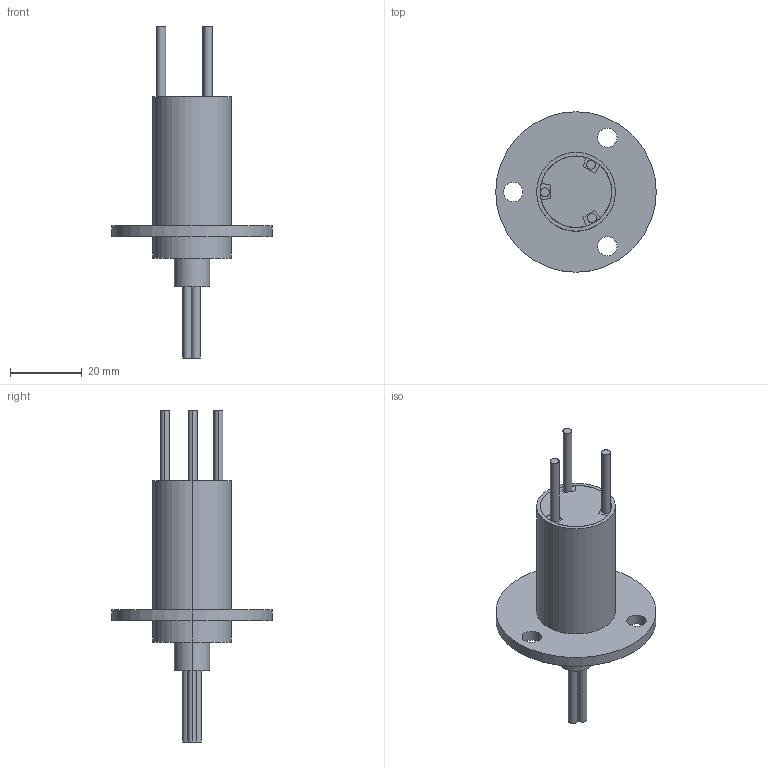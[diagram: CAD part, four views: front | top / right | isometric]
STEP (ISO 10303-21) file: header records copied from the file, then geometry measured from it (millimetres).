
FILE_DESCRIPTION (( 'STEP AP203' ), '1' );
FILE_NAME ('RW1215.STEP', '2020-07-20T01:48:57', ( 'gongcheng1' ), ( '' ), 'SwSTEP 2.0', 'SolidWorks 2014', '' );
FILE_SCHEMA (( 'CONFIG_CONTROL_DESIGN' ));
Length unit declared in the file: millimetre
Products named in the file (1): RW1215
Bounding box: 44.8 x 44.8 x 92.7 mm (x, y, z)
Volume: 21673.5 mm3; surface area: 7939.8 mm2
Topology: 1 solids, 1 shells, 61 faces, 138 edges, 92 vertices
Faces by surface type: cylinder 34, plane 27
Entity records: 1835 total; most frequent: DIRECTION 336, CARTESIAN_POINT 292, ORIENTED_EDGE 276, EDGE_CURVE 138, AXIS2_PLACEMENT_3D 136, VERTEX_POINT 92, EDGE_LOOP 80, CIRCLE 74
